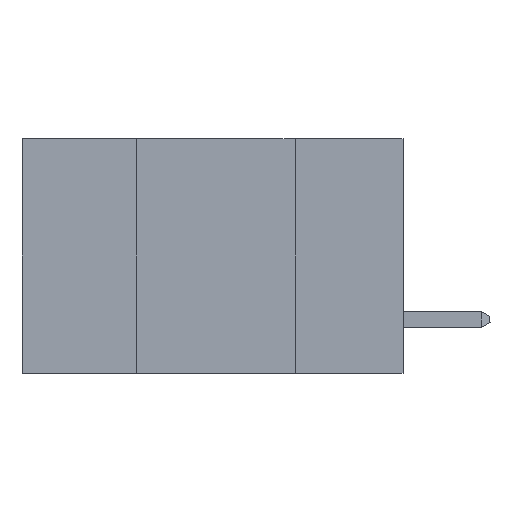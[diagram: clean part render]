
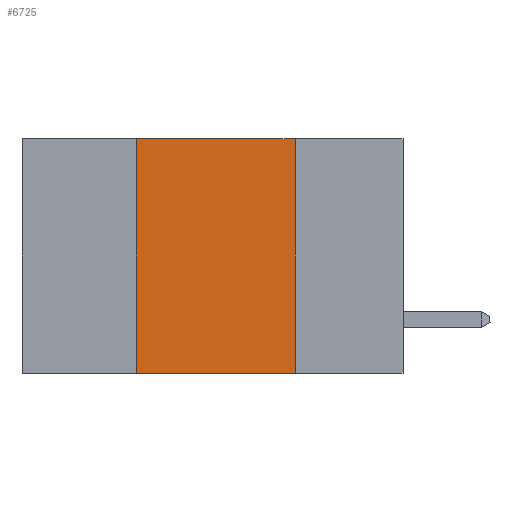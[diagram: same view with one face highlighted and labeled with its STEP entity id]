
A CAD part, left-side view. The second image highlights one B-rep face of the part: STEP entity #6725.
In plain terms, the highlighted planar face has unit normal (-1, 0, 0).
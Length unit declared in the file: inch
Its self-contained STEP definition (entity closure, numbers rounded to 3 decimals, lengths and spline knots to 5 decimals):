
#25 = VECTOR ( 'NONE', #7046, 39.37008 ) ;
#28 = VERTEX_POINT ( 'NONE', #1369 ) ;
#244 = CARTESIAN_POINT ( 'NONE',  ( 0., 0.17, 0. ) ) ;
#301 = EDGE_CURVE ( 'NONE', #4666, #19076, #4537, .T. ) ;
#852 = LINE ( 'NONE', #13013, #2072 ) ;
#1161 = VECTOR ( 'NONE', #11594, 39.37008 ) ;
#1369 = CARTESIAN_POINT ( 'NONE',  ( 0., 0.17, -0.37 ) ) ;
#1434 = EDGE_LOOP ( 'NONE', ( #19797, #3647, #8659, #5156 ) ) ;
#2072 = VECTOR ( 'NONE', #11324, 39.37008 ) ;
#3647 = ORIENTED_EDGE ( 'NONE', *, *, #7407, .F. ) ;
#4537 = LINE ( 'NONE', #5467, #25 ) ;
#4666 = VERTEX_POINT ( 'NONE', #4758 ) ;
#4758 = CARTESIAN_POINT ( 'NONE',  ( 0., 0.42, -0.37 ) ) ;
#4817 = DIRECTION ( 'NONE',  ( 1., 0., 0. ) ) ;
#5156 = ORIENTED_EDGE ( 'NONE', *, *, #16774, .T. ) ;
#5467 = CARTESIAN_POINT ( 'NONE',  ( 0., 0.42, 0. ) ) ;
#5825 = DIRECTION ( 'NONE',  ( 0., -1., 0. ) ) ;
#5899 = CARTESIAN_POINT ( 'NONE',  ( 0., 0.6, 0. ) ) ;
#5978 = EDGE_CURVE ( 'NONE', #17600, #28, #20578, .T. ) ;
#5984 = AXIS2_PLACEMENT_3D ( 'NONE', #8221, #4817, #10110 ) ;
#6725 = ADVANCED_FACE ( 'NONE', ( #16055 ), #8152, .F. ) ;
#7046 = DIRECTION ( 'NONE',  ( 0., 0., 1. ) ) ;
#7407 = EDGE_CURVE ( 'NONE', #19076, #17600, #14788, .T. ) ;
#8152 = PLANE ( 'NONE',  #5984 ) ;
#8221 = CARTESIAN_POINT ( 'NONE',  ( 0., 0.6, 0. ) ) ;
#8266 = CARTESIAN_POINT ( 'NONE',  ( 0., 0.17, 0. ) ) ;
#8659 = ORIENTED_EDGE ( 'NONE', *, *, #301, .F. ) ;
#10110 = DIRECTION ( 'NONE',  ( 0., 0., -1. ) ) ;
#10547 = VECTOR ( 'NONE', #5825, 39.37008 ) ;
#11324 = DIRECTION ( 'NONE',  ( 0., -1., 0. ) ) ;
#11594 = DIRECTION ( 'NONE',  ( 0., 0., -1. ) ) ;
#11838 = CARTESIAN_POINT ( 'NONE',  ( 0., 0.42, 0. ) ) ;
#13013 = CARTESIAN_POINT ( 'NONE',  ( 0., 0.6, -0.37 ) ) ;
#14788 = LINE ( 'NONE', #5899, #10547 ) ;
#16055 = FACE_OUTER_BOUND ( 'NONE', #1434, .T. ) ;
#16774 = EDGE_CURVE ( 'NONE', #4666, #28, #852, .T. ) ;
#17600 = VERTEX_POINT ( 'NONE', #244 ) ;
#19076 = VERTEX_POINT ( 'NONE', #11838 ) ;
#19797 = ORIENTED_EDGE ( 'NONE', *, *, #5978, .F. ) ;
#20578 = LINE ( 'NONE', #8266, #1161 ) ;
